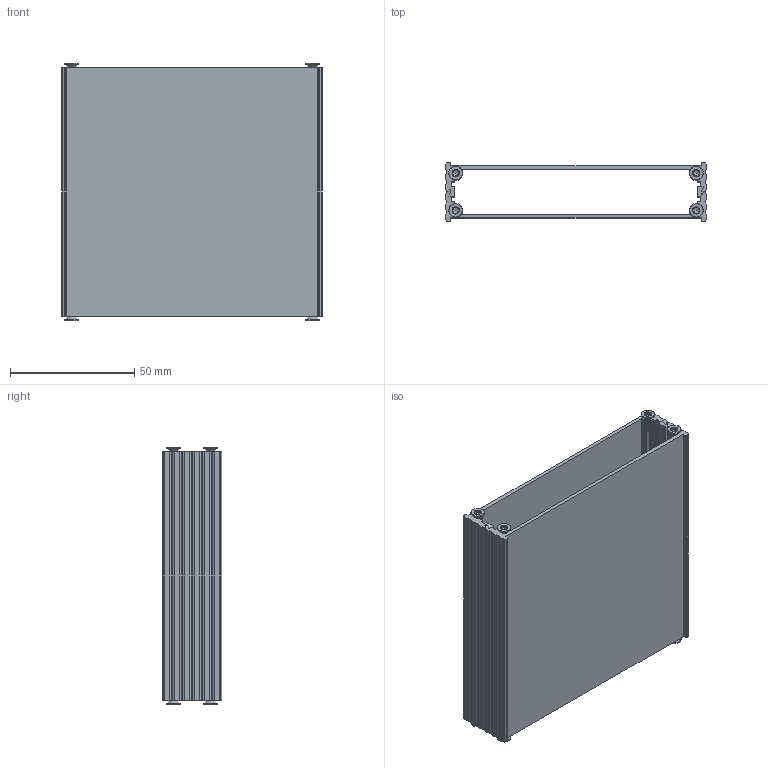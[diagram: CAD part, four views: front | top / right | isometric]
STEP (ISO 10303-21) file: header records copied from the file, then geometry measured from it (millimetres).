
FILE_DESCRIPTION(/* description */ (''),/* implementation_level */ '2;1');
FILE_NAME(/* name */ '97113100_F1024-100.stp',/* time_stamp */ '2019-03-31T10:14:41+02:00',/* author */ ('kotzmaier'),/* organization */ (''),/* preprocessor_version */ 'ST-DEVELOPER v16.13',/* originating_system */ 'Autodesk Inventor 2018',/* authorisation */ '');
FILE_SCHEMA (('AUTOMOTIVE_DESIGN { 1 0 10303 214 3 1 1 }'));
Length unit declared in the file: millimetre
Products named in the file (3): 97113100_F1024-100; FPH-1012-100; EJOT ALtracs Plus Schraube WN5154 AP 30x9_6 H�llgeometrie
Assembly tree (10 placements, depth 2):
  97113100_F1024-100
    FPH-1012-100  x2
    EJOT ALtracs Plus Schraube WN5154 AP 30x9_6 H�llgeometrie  x8
Bounding box: 105 x 24 x 104 mm (x, y, z)
Volume: 44388.6 mm3; surface area: 57042.5 mm2
Topology: 10 solids, 10 shells, 588 faces, 1656 edges, 1088 vertices
Faces by surface type: bspline 248, cylinder 136, plane 132, cone 56, torus 16
Full cylindrical faces by diameter (mm): 2.68 x8
Entity records: 9834 total; most frequent: CARTESIAN_POINT 5713, ORIENTED_EDGE 870, DIRECTION 797, EDGE_CURVE 435, VERTEX_POINT 291, AXIS2_PLACEMENT_3D 277, LINE 243, VECTOR 243
